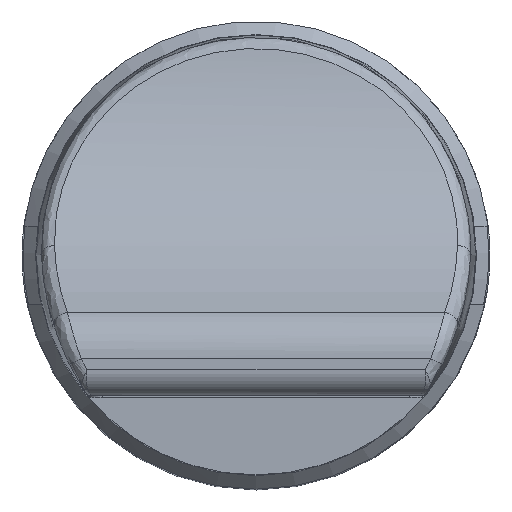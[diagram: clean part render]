
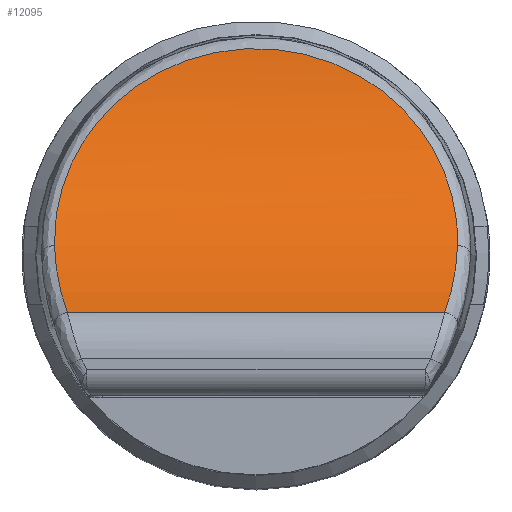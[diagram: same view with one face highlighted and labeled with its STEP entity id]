
A CAD part, top view. The second image highlights one B-rep face of the part: STEP entity #12095.
In plain terms, the highlighted cylindrical face has radius 14 mm (diameter 28 mm), a partial arc.
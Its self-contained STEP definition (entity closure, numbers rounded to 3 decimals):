
#3134=CARTESIAN_POINT('',(7.701,0.348,48.955));
#3135=CARTESIAN_POINT('',(7.695,0.126,49.171));
#3136=CARTESIAN_POINT('',(7.664,-0.323,
49.635));
#3137=CARTESIAN_POINT('',(7.56,-0.991,
50.434));
#3138=CARTESIAN_POINT('',(7.404,-1.638,51.341));
#3139=CARTESIAN_POINT('',(7.276,-2.032,52.003));
#3140=CARTESIAN_POINT('',(7.209,-2.22,52.35));
#3142=DIRECTION('',(1.,0.,0.));
#3143=VECTOR('',#3142,14.418);
#3144=CARTESIAN_POINT('',(-7.209,-2.22,
52.35));
#3145=LINE('',#3144,#3143);
#3146=CARTESIAN_POINT('',(-7.209,-2.22,
52.35));
#3147=CARTESIAN_POINT('',(-7.276,-2.032,
52.003));
#3148=CARTESIAN_POINT('',(-7.404,-1.637,
51.341));
#3149=CARTESIAN_POINT('',(-7.56,-0.991,
50.434));
#3150=CARTESIAN_POINT('',(-7.664,-0.323,
49.635));
#3151=CARTESIAN_POINT('',(-7.695,0.126,
49.171));
#3152=CARTESIAN_POINT('',(-7.701,0.348,
48.955));
#3154=CARTESIAN_POINT('',(-7.701,0.348,
48.955));
#3155=CARTESIAN_POINT('',(-7.707,0.568,
48.741));
#3156=CARTESIAN_POINT('',(-7.697,1.008,48.342));
#3157=CARTESIAN_POINT('',(-7.622,1.656,47.823));
#3158=CARTESIAN_POINT('',(-7.488,2.291,47.372));
#3159=CARTESIAN_POINT('',(-7.297,2.91,46.981));
#3160=CARTESIAN_POINT('',(-7.05,3.51,46.642));
#3161=CARTESIAN_POINT('',(-6.747,4.091,46.35));
#3162=CARTESIAN_POINT('',(-6.388,4.651,46.099));
#3163=CARTESIAN_POINT('',(-5.971,5.185,45.887));
#3164=CARTESIAN_POINT('',(-5.498,5.691,45.709));
#3165=CARTESIAN_POINT('',(-4.966,6.161,45.563));
#3166=CARTESIAN_POINT('',(-4.379,6.59,45.445));
#3167=CARTESIAN_POINT('',(-3.739,6.97,45.353));
#3168=CARTESIAN_POINT('',(-3.051,7.293,45.283));
#3169=CARTESIAN_POINT('',(-2.324,7.552,45.233));
#3170=CARTESIAN_POINT('',(-1.567,7.742,45.2));
#3171=CARTESIAN_POINT('',(-0.789,7.857,
45.181));
#3172=CARTESIAN_POINT('',(0.,7.896,45.175));
#3173=CARTESIAN_POINT('',(0.789,7.857,45.181));
#3174=CARTESIAN_POINT('',(1.567,7.741,45.2));
#3175=CARTESIAN_POINT('',(2.325,7.552,45.233));
#3176=CARTESIAN_POINT('',(3.052,7.293,45.283));
#3177=CARTESIAN_POINT('',(3.739,6.97,45.353));
#3178=CARTESIAN_POINT('',(4.379,6.59,45.445));
#3179=CARTESIAN_POINT('',(4.966,6.161,45.563));
#3180=CARTESIAN_POINT('',(5.498,5.69,45.709));
#3181=CARTESIAN_POINT('',(5.972,5.185,45.887));
#3182=CARTESIAN_POINT('',(6.388,4.651,46.1));
#3183=CARTESIAN_POINT('',(6.747,4.091,46.35));
#3184=CARTESIAN_POINT('',(7.05,3.51,46.642));
#3185=CARTESIAN_POINT('',(7.297,2.909,46.981));
#3186=CARTESIAN_POINT('',(7.488,2.291,47.372));
#3187=CARTESIAN_POINT('',(7.622,1.656,47.823));
#3188=CARTESIAN_POINT('',(7.697,1.008,48.343));
#3189=CARTESIAN_POINT('',(7.707,0.568,48.742));
#3190=CARTESIAN_POINT('',(7.701,0.348,48.955));
#4726=VERTEX_POINT('',#3134);
#4727=VERTEX_POINT('',#3140);
#4731=VERTEX_POINT('',#3154);
#4733=VERTEX_POINT('',#3146);
#12084=CARTESIAN_POINT('',(10.,10.1,59.));
#12085=DIRECTION('',(-1.,0.,0.));
#12086=DIRECTION('',(0.,1.,0.));
#12087=AXIS2_PLACEMENT_3D('',#12084,#12085,#12086);
#12088=CYLINDRICAL_SURFACE('',#12087,14.);
#12089=ORIENTED_EDGE('',*,*,#12064,.T.);
#12090=ORIENTED_EDGE('',*,*,#11622,.F.);
#12091=ORIENTED_EDGE('',*,*,#11734,.T.);
#12092=ORIENTED_EDGE('',*,*,#11957,.T.);
#12093=EDGE_LOOP('',(#12089,#12090,#12091,#12092));
#12094=FACE_OUTER_BOUND('',#12093,.F.);
#12095=ADVANCED_FACE('',(#12094),#12088,.F.);
#3141=B_SPLINE_CURVE_WITH_KNOTS('',3,(#3134,#3135,#3136,#3137,#3138,#3139,
#3140),.UNSPECIFIED.,.F.,.F.,(4,1,1,1,4),(0.,0.25,0.5,0.75,1.),
.UNSPECIFIED.);
#3153=B_SPLINE_CURVE_WITH_KNOTS('',3,(#3146,#3147,#3148,#3149,#3150,#3151,
#3152),.UNSPECIFIED.,.F.,.F.,(4,1,1,1,4),(0.,0.25,0.5,0.75,1.),
.UNSPECIFIED.);
#3191=B_SPLINE_CURVE_WITH_KNOTS('',3,(#3154,#3155,#3156,#3157,#3158,#3159,#3160,
#3161,#3162,#3163,#3164,#3165,#3166,#3167,#3168,#3169,#3170,#3171,#3172,#3173,
#3174,#3175,#3176,#3177,#3178,#3179,#3180,#3181,#3182,#3183,#3184,#3185,#3186,
#3187,#3188,#3189,#3190),.UNSPECIFIED.,.F.,.F.,(4,1,1,1,1,1,1,1,1,1,1,1,1,1,1,1,
1,1,1,1,1,1,1,1,1,1,1,1,1,1,1,1,1,1,4),(0.,0.029,
0.059,0.088,0.118,0.147,
0.176,0.206,0.235,0.265,
0.294,0.324,0.353,0.382,
0.412,0.441,0.471,0.5,0.529,
0.559,0.588,0.618,0.647,
0.676,0.706,0.735,0.765,
0.794,0.824,0.853,0.882,
0.912,0.941,0.971,1.),.UNSPECIFIED.);
#11622=EDGE_CURVE('',#4733,#4727,#3145,.T.);
#11734=EDGE_CURVE('',#4733,#4731,#3153,.T.);
#11957=EDGE_CURVE('',#4731,#4726,#3191,.T.);
#12064=EDGE_CURVE('',#4726,#4727,#3141,.T.);
